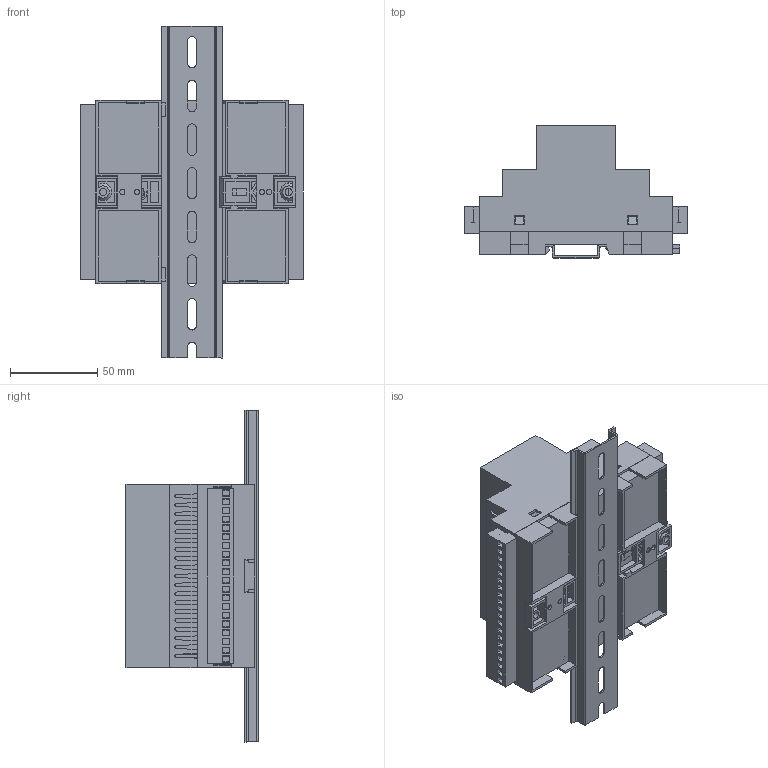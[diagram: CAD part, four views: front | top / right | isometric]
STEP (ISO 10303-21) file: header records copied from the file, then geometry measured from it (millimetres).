
FILE_DESCRIPTION (( 'STEP AP214' ), '1' );
FILE_NAME ('MD-105-03.STEP', '2022-01-24T10:58:59', ( '' ), ( '' ), 'SwSTEP 2.0', 'SolidWorks 2017', '' );
FILE_SCHEMA (( 'AUTOMOTIVE_DESIGN' ));
Length unit declared in the file: millimetre
Products named in the file (23): IC-043-Clip-Big-New; MD-105-BasePCB; TopCover-105; Rail-35-190mm; IC-043-Clip-Small; MD-105 Vertical PCB; Horizontal PCB-105; Screw-small; Euro Terminal5mm-Plug-In-20Way; MD-105-03; Body-105
Assembly tree (12 placements, depth 2):
  IC-043-Clip-Big-New
  MD-105-BasePCB
  MD-105 Vertical PCB
  Rail-35-190mm
  Horizontal PCB-105
Bounding box: 127.6 x 75.55 x 190 mm (x, y, z)
Volume: 149558.3 mm3; surface area: 194726.7 mm2
Topology: 12 solids, 12 shells, 2643 faces, 7620 edges, 4958 vertices
Faces by surface type: plane 1937, cylinder 680, cone 20, torus 6
Entity records: 73184 total; most frequent: CARTESIAN_POINT 12842, ORIENTED_EDGE 12784, DIRECTION 12160, EDGE_CURVE 6392, VECTOR 4922, LINE 4922, VERTEX_POINT 4169, AXIS2_PLACEMENT_3D 3619
